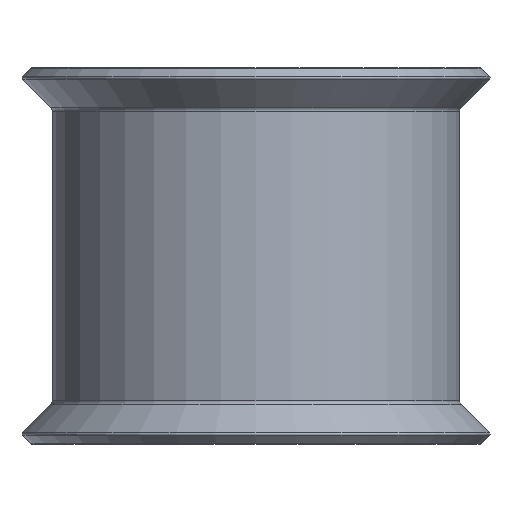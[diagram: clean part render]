
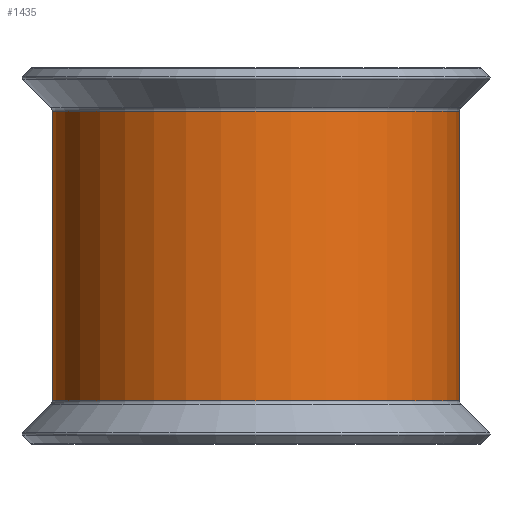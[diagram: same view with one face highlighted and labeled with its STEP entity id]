
A CAD part, front view. The second image highlights one B-rep face of the part: STEP entity #1435.
In plain terms, the highlighted cylindrical face has radius 8.572 mm (diameter 17.145 mm), a partial arc.
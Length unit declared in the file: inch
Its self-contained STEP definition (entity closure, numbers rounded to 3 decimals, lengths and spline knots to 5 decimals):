
#96 = AXIS2_PLACEMENT_3D ( 'NONE', #2638, #1201, #2872 ) ;
#115 = VERTEX_POINT ( 'NONE', #1810 ) ;
#226 = VERTEX_POINT ( 'NONE', #1521 ) ;
#339 = CIRCLE ( 'NONE', #594, 0.3375 ) ;
#369 = VERTEX_POINT ( 'NONE', #1428 ) ;
#383 = DIRECTION ( 'NONE',  ( 0., 0., -1. ) ) ;
#406 = CARTESIAN_POINT ( 'NONE',  ( -0.025, -0.781, 0.23972 ) ) ;
#476 = CYLINDRICAL_SURFACE ( 'NONE', #1100, 0.3375 ) ;
#594 = AXIS2_PLACEMENT_3D ( 'NONE', #2117, #665, #2356 ) ;
#665 = DIRECTION ( 'NONE',  ( 0., 0., -1. ) ) ;
#803 = LINE ( 'NONE', #1110, #1940 ) ;
#926 = EDGE_CURVE ( 'NONE', #369, #115, #2717, .T. ) ;
#1100 = AXIS2_PLACEMENT_3D ( 'NONE', #1162, #2841, #2607 ) ;
#1110 = CARTESIAN_POINT ( 'NONE',  ( -0.025, -0.781, 0.3125 ) ) ;
#1162 = CARTESIAN_POINT ( 'NONE',  ( 0.3125, -0.781, 0.3125 ) ) ;
#1201 = DIRECTION ( 'NONE',  ( 0., 0., -1. ) ) ;
#1222 = CIRCLE ( 'NONE', #96, 0.3375 ) ;
#1428 = CARTESIAN_POINT ( 'NONE',  ( 0.3125, -0.4435, 0.23972 ) ) ;
#1435 = ADVANCED_FACE ( 'NONE', ( #1913 ), #476, .T. ) ;
#1521 = CARTESIAN_POINT ( 'NONE',  ( -0.025, -0.781, -0.23972 ) ) ;
#1525 = VECTOR ( 'NONE', #1870, 39.37008 ) ;
#1810 = CARTESIAN_POINT ( 'NONE',  ( 0.3125, -0.4435, -0.23972 ) ) ;
#1844 = ORIENTED_EDGE ( 'NONE', *, *, #2700, .T. ) ;
#1870 = DIRECTION ( 'NONE',  ( 0., 0., -1. ) ) ;
#1913 = FACE_OUTER_BOUND ( 'NONE', #2126, .T. ) ;
#1940 = VECTOR ( 'NONE', #383, 39.37008 ) ;
#2117 = CARTESIAN_POINT ( 'NONE',  ( 0.3125, -0.781, -0.23972 ) ) ;
#2126 = EDGE_LOOP ( 'NONE', ( #2984, #2151, #3007, #1844 ) ) ;
#2151 = ORIENTED_EDGE ( 'NONE', *, *, #2275, .F. ) ;
#2213 = EDGE_CURVE ( 'NONE', #2267, #226, #803, .T. ) ;
#2267 = VERTEX_POINT ( 'NONE', #406 ) ;
#2275 = EDGE_CURVE ( 'NONE', #115, #226, #339, .T. ) ;
#2342 = CARTESIAN_POINT ( 'NONE',  ( 0.3125, -0.4435, 0.3125 ) ) ;
#2356 = DIRECTION ( 'NONE',  ( -1., 0., 0. ) ) ;
#2607 = DIRECTION ( 'NONE',  ( -1., 0., 0. ) ) ;
#2638 = CARTESIAN_POINT ( 'NONE',  ( 0.3125, -0.781, 0.23972 ) ) ;
#2700 = EDGE_CURVE ( 'NONE', #369, #2267, #1222, .T. ) ;
#2717 = LINE ( 'NONE', #2342, #1525 ) ;
#2841 = DIRECTION ( 'NONE',  ( 0., 0., -1. ) ) ;
#2872 = DIRECTION ( 'NONE',  ( -1., 0., 0. ) ) ;
#2984 = ORIENTED_EDGE ( 'NONE', *, *, #2213, .T. ) ;
#3007 = ORIENTED_EDGE ( 'NONE', *, *, #926, .F. ) ;
